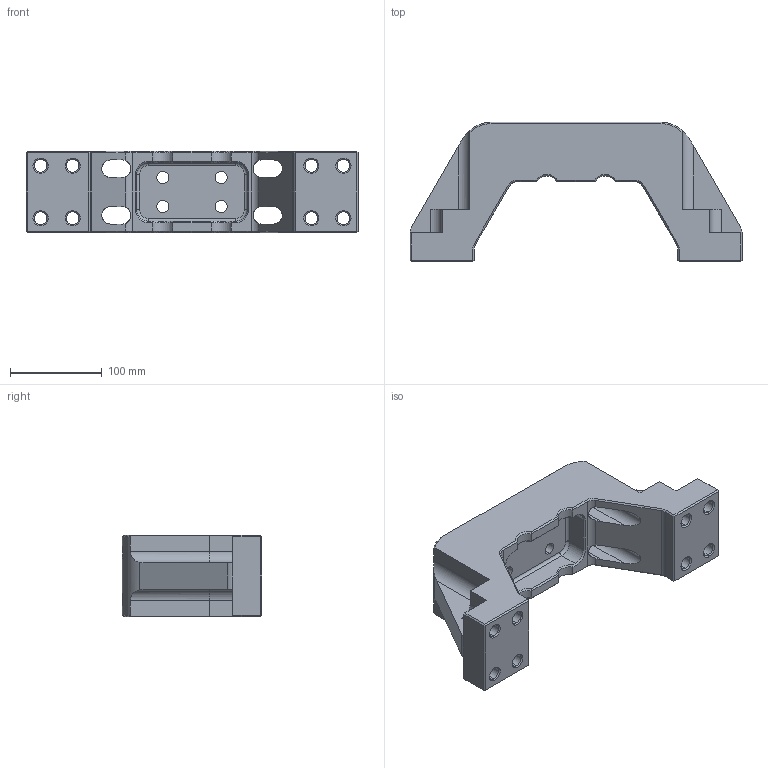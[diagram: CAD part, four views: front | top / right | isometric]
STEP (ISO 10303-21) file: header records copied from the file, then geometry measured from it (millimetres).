
FILE_DESCRIPTION (( 'STEP AP214' ), '1' );
FILE_NAME ('D080375_v2.STEP', '2010-05-11T21:01:55', ( '' ), ( '' ), 'SwSTEP 2.0', 'SolidWorks 2009', '' );
FILE_SCHEMA (( 'AUTOMOTIVE_DESIGN' ));
Length unit declared in the file: inch
Products named in the file (1): D080375_v2
Bounding box: 361.95 x 152.4 x 88.9 mm (x, y, z)
Volume: 1894074.5 mm3; surface area: 204705.8 mm2
Topology: 1 solids, 1 shells, 243 faces, 612 edges, 367 vertices
Faces by surface type: plane 99, cylinder 72, cone 68, torus 4
Entity records: 7674 total; most frequent: CARTESIAN_POINT 1745, DIRECTION 1256, ORIENTED_EDGE 1220, EDGE_CURVE 610, AXIS2_PLACEMENT_3D 450, VERTEX_POINT 367, LINE 356, VECTOR 356
